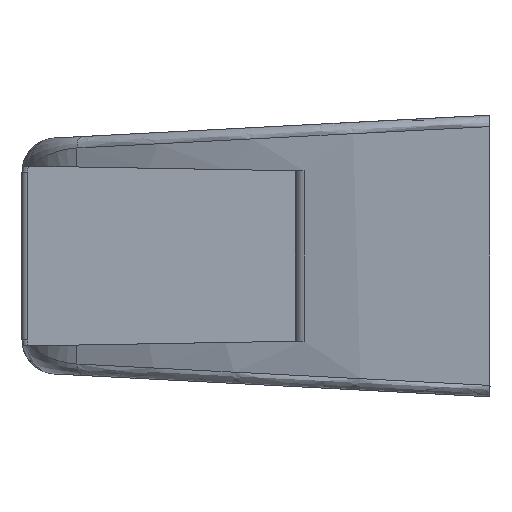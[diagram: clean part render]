
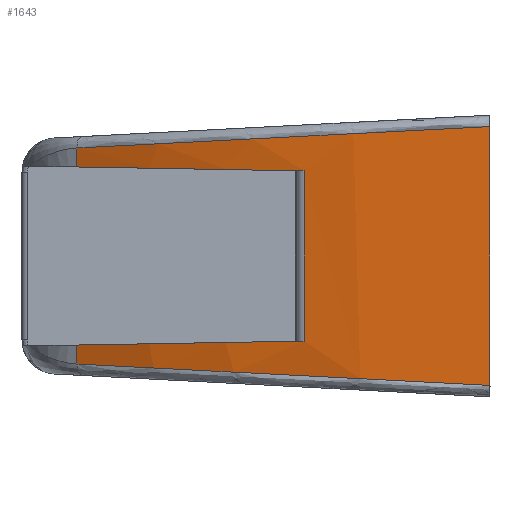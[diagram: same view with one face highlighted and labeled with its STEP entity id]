
A CAD part, left-side view. The second image highlights one B-rep face of the part: STEP entity #1643.
In plain terms, the highlighted cylindrical face has radius 69.469 mm (diameter 138.938 mm), a partial arc.
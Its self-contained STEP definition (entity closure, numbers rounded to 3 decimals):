
#37 = CARTESIAN_POINT ( 'NONE',  ( 0., 0., -11.305 ) ) ;
#46 = CARTESIAN_POINT ( 'NONE',  ( 10.11, 36.089, -7.781 ) ) ;
#86 = CARTESIAN_POINT ( 'NONE',  ( 2.567, 18.71, 10.339 ) ) ;
#102 = CARTESIAN_POINT ( 'NONE',  ( 1.847, 15.927, 10.483 ) ) ;
#108 = EDGE_CURVE ( 'NONE', #169, #3036, #1469, .T. ) ;
#118 = CARTESIAN_POINT ( 'NONE',  ( 2.214, 17.399, 10.406 ) ) ;
#119 = CARTESIAN_POINT ( 'NONE',  ( 10.11, 36.089, 7.781 ) ) ;
#133 = LINE ( 'NONE', #1696, #2339 ) ;
#169 = VERTEX_POINT ( 'NONE', #382 ) ;
#250 = B_SPLINE_CURVE_WITH_KNOTS ( 'NONE', 3,
 ( #1923, #2205, #2954, #368, #2153, #2690, #2454, #102, #2485, #118, #1700, #1153, #2755, #2222, #1405, #2736, #86, #1957, #1908, #896, #3273, #2469, #2970, #385, #1656, #1138 ),
 .UNSPECIFIED., .F., .F.,
 ( 4, 2, 2, 2, 2, 2, 1, 1, 1, 1, 1, 1, 2, 2, 2, 4 ),
 ( 0., 0.125, 0.25, 0.375, 0.438, 0.469, 0.484, 0.492, 0.496, 0.498, 0.499, 0.5, 0.5, 0.5, 0.75, 1. ),
 .UNSPECIFIED. ) ;
#269 = CARTESIAN_POINT ( 'NONE',  ( 8.382, 33.247, -9.588 ) ) ;
#287 = CARTESIAN_POINT ( 'NONE',  ( 3.17, 21.009, -10.22 ) ) ;
#291 = DIRECTION ( 'NONE',  ( 0., 0., -1. ) ) ;
#303 =( BOUNDED_CURVE ( )  B_SPLINE_CURVE ( 3, ( #3022, #2670, #2419, #46 ),
 .UNSPECIFIED., .F., .T. ) 
 B_SPLINE_CURVE_WITH_KNOTS ( ( 4, 4 ),
 ( 1.807, 2.117 ),
 .UNSPECIFIED. ) 
 CURVE ( )  GEOMETRIC_REPRESENTATION_ITEM ( )  RATIONAL_B_SPLINE_CURVE ( ( 1., 0.992, 0.992, 1. ) ) 
 REPRESENTATION_ITEM ( '' )  );
#346 = VECTOR ( 'NONE', #291, 1000. ) ;
#361 = EDGE_CURVE ( 'NONE', #766, #521, #601, .T. ) ;
#368 = CARTESIAN_POINT ( 'NONE',  ( 0.409, 7.753, 10.905 ) ) ;
#382 = CARTESIAN_POINT ( 'NONE',  ( 1.928, 16.252, 7.435 ) ) ;
#385 = CARTESIAN_POINT ( 'NONE',  ( 7.229, 31.019, 9.703 ) ) ;
#399 = DIRECTION ( 'NONE',  ( 0., 0., -1. ) ) ;
#426 = DIRECTION ( 'NONE',  ( -1., 0., 0. ) ) ;
#462 = CARTESIAN_POINT ( 'NONE',  ( 10.11, 36.089, 9.441 ) ) ;
#496 = VECTOR ( 'NONE', #2707, 1000. ) ;
#521 = VERTEX_POINT ( 'NONE', #1040 ) ;
#528 = CARTESIAN_POINT ( 'NONE',  ( 6.859, 30.281, -9.741 ) ) ;
#529 = VECTOR ( 'NONE', #1846, 1000. ) ;
#564 = CARTESIAN_POINT ( 'NONE',  ( 1.466, 14.581, -10.552 ) ) ;
#601 = LINE ( 'NONE', #3232, #346 ) ;
#677 = DIRECTION ( 'NONE',  ( 0., 0., -1. ) ) ;
#761 = CARTESIAN_POINT ( 'NONE',  ( 0.846, 11.306, -10.721 ) ) ;
#766 = VERTEX_POINT ( 'NONE', #1897 ) ;
#896 = CARTESIAN_POINT ( 'NONE',  ( 2.574, 18.733, 10.337 ) ) ;
#933 = CARTESIAN_POINT ( 'NONE',  ( 6.364, 29.928, 7.674 ) ) ;
#1008 = ORIENTED_EDGE ( 'NONE', *, *, #2118, .T. ) ;
#1036 = ORIENTED_EDGE ( 'NONE', *, *, #1433, .F. ) ;
#1040 = CARTESIAN_POINT ( 'NONE',  ( 0., 0., -11.305 ) ) ;
#1061 = EDGE_LOOP ( 'NONE', ( #1267, #1008, #1417, #1036, #1307, #1180, #3178, #1762 ) ) ;
#1128 = AXIS2_PLACEMENT_3D ( 'NONE', #3396, #677, #426 ) ;
#1138 = CARTESIAN_POINT ( 'NONE',  ( 10.11, 36.089, 9.441 ) ) ;
#1153 = CARTESIAN_POINT ( 'NONE',  ( 2.395, 18.085, 10.371 ) ) ;
#1180 = ORIENTED_EDGE ( 'NONE', *, *, #2270, .T. ) ;
#1267 = ORIENTED_EDGE ( 'NONE', *, *, #2165, .T. ) ;
#1285 = CARTESIAN_POINT ( 'NONE',  ( 0., 2.674, -11.167 ) ) ;
#1307 = ORIENTED_EDGE ( 'NONE', *, *, #361, .F. ) ;
#1405 = CARTESIAN_POINT ( 'NONE',  ( 2.543, 18.626, 10.343 ) ) ;
#1417 = ORIENTED_EDGE ( 'NONE', *, *, #2406, .F. ) ;
#1433 = EDGE_CURVE ( 'NONE', #521, #1850, #2993, .T. ) ;
#1469 =( BOUNDED_CURVE ( )  B_SPLINE_CURVE ( 3, ( #3076, #2275, #933, #1994 ),
 .UNSPECIFIED., .F., .F. ) 
 B_SPLINE_CURVE_WITH_KNOTS ( ( 4, 4 ),
 ( 1.807, 2.117 ),
 .UNSPECIFIED. ) 
 CURVE ( )  GEOMETRIC_REPRESENTATION_ITEM ( )  RATIONAL_B_SPLINE_CURVE ( ( 1., 0.992, 0.992, 1. ) ) 
 REPRESENTATION_ITEM ( '' )  );
#1643 = ADVANCED_FACE ( 'NONE', ( #2295 ), #1786, .T. ) ;
#1656 = CARTESIAN_POINT ( 'NONE',  ( 8.639, 33.67, 9.566 ) ) ;
#1696 = CARTESIAN_POINT ( 'NONE',  ( 1.928, 16.252, 12.306 ) ) ;
#1700 = CARTESIAN_POINT ( 'NONE',  ( 2.286, 17.678, 10.392 ) ) ;
#1750 = VERTEX_POINT ( 'NONE', #1841 ) ;
#1762 = ORIENTED_EDGE ( 'NONE', *, *, #108, .F. ) ;
#1786 = CYLINDRICAL_SURFACE ( 'NONE', #1128, 69.469 ) ;
#1841 = CARTESIAN_POINT ( 'NONE',  ( 10.11, 36.089, -7.781 ) ) ;
#1846 = DIRECTION ( 'NONE',  ( 0., 0., 1. ) ) ;
#1850 = VERTEX_POINT ( 'NONE', #3275 ) ;
#1897 = CARTESIAN_POINT ( 'NONE',  ( 0., 0., 11.305 ) ) ;
#1908 = CARTESIAN_POINT ( 'NONE',  ( 2.572, 18.729, 10.337 ) ) ;
#1923 = CARTESIAN_POINT ( 'NONE',  ( 0., 0., 11.305 ) ) ;
#1957 = CARTESIAN_POINT ( 'NONE',  ( 2.571, 18.723, 10.338 ) ) ;
#1994 = CARTESIAN_POINT ( 'NONE',  ( 10.11, 36.089, 7.781 ) ) ;
#2118 = EDGE_CURVE ( 'NONE', #3004, #1750, #303, .T. ) ;
#2120 = CARTESIAN_POINT ( 'NONE',  ( 4.253, 24.162, -10.057 ) ) ;
#2153 = CARTESIAN_POINT ( 'NONE',  ( 0.628, 9.452, 10.817 ) ) ;
#2165 = EDGE_CURVE ( 'NONE', #169, #3004, #133, .T. ) ;
#2188 = CARTESIAN_POINT ( 'NONE',  ( 1.928, 16.252, -7.435 ) ) ;
#2205 = CARTESIAN_POINT ( 'NONE',  ( 0., 2.106, 11.196 ) ) ;
#2222 = CARTESIAN_POINT ( 'NONE',  ( 2.512, 18.513, 10.349 ) ) ;
#2270 = EDGE_CURVE ( 'NONE', #766, #2575, #250, .T. ) ;
#2275 = CARTESIAN_POINT ( 'NONE',  ( 3.615, 23.262, 7.558 ) ) ;
#2295 = FACE_OUTER_BOUND ( 'NONE', #1061, .T. ) ;
#2339 = VECTOR ( 'NONE', #399, 1000. ) ;
#2351 = CARTESIAN_POINT ( 'NONE',  ( 10.11, 36.089, -9.441 ) ) ;
#2369 = CARTESIAN_POINT ( 'NONE',  ( 0.155, 5.347, -11.029 ) ) ;
#2406 = EDGE_CURVE ( 'NONE', #1850, #1750, #2906, .T. ) ;
#2419 = CARTESIAN_POINT ( 'NONE',  ( 6.364, 29.928, -7.674 ) ) ;
#2454 = CARTESIAN_POINT ( 'NONE',  ( 1.412, 13.997, 10.582 ) ) ;
#2469 = CARTESIAN_POINT ( 'NONE',  ( 3.517, 22.103, 10.163 ) ) ;
#2485 = CARTESIAN_POINT ( 'NONE',  ( 1.994, 16.536, 10.451 ) ) ;
#2575 = VERTEX_POINT ( 'NONE', #462 ) ;
#2670 = CARTESIAN_POINT ( 'NONE',  ( 3.615, 23.262, -7.558 ) ) ;
#2690 = CARTESIAN_POINT ( 'NONE',  ( 1.129, 12.574, 10.656 ) ) ;
#2698 = CARTESIAN_POINT ( 'NONE',  ( 10.11, 36.089, -12.306 ) ) ;
#2707 = DIRECTION ( 'NONE',  ( 0., 0., -1. ) ) ;
#2736 = CARTESIAN_POINT ( 'NONE',  ( 2.559, 18.682, 10.34 ) ) ;
#2755 = CARTESIAN_POINT ( 'NONE',  ( 2.449, 18.285, 10.36 ) ) ;
#2906 = LINE ( 'NONE', #2698, #529 ) ;
#2954 = CARTESIAN_POINT ( 'NONE',  ( 0.095, 4.079, 11.094 ) ) ;
#2970 = CARTESIAN_POINT ( 'NONE',  ( 4.668, 25.235, 10.002 ) ) ;
#2989 = LINE ( 'NONE', #3274, #496 ) ;
#2993 = B_SPLINE_CURVE_WITH_KNOTS ( 'NONE', 3,
 ( #37, #1285, #2369, #761, #564, #287, #2120, #528, #269, #2351 ),
 .UNSPECIFIED., .F., .F.,
 ( 4, 2, 2, 2, 4 ),
 ( 0., 0.211, 0.474, 0.737, 1. ),
 .UNSPECIFIED. ) ;
#3004 = VERTEX_POINT ( 'NONE', #2188 ) ;
#3022 = CARTESIAN_POINT ( 'NONE',  ( 1.928, 16.252, -7.435 ) ) ;
#3036 = VERTEX_POINT ( 'NONE', #119 ) ;
#3060 = EDGE_CURVE ( 'NONE', #2575, #3036, #2989, .T. ) ;
#3076 = CARTESIAN_POINT ( 'NONE',  ( 1.928, 16.252, 7.435 ) ) ;
#3178 = ORIENTED_EDGE ( 'NONE', *, *, #3060, .T. ) ;
#3232 = CARTESIAN_POINT ( 'NONE',  ( 0., 0., 12.306 ) ) ;
#3273 = CARTESIAN_POINT ( 'NONE',  ( 2.574, 18.734, 10.337 ) ) ;
#3274 = CARTESIAN_POINT ( 'NONE',  ( 10.11, 36.089, 12.306 ) ) ;
#3275 = CARTESIAN_POINT ( 'NONE',  ( 10.11, 36.089, -9.441 ) ) ;
#3396 = CARTESIAN_POINT ( 'NONE',  ( 69.469, 0., 12.306 ) ) ;
